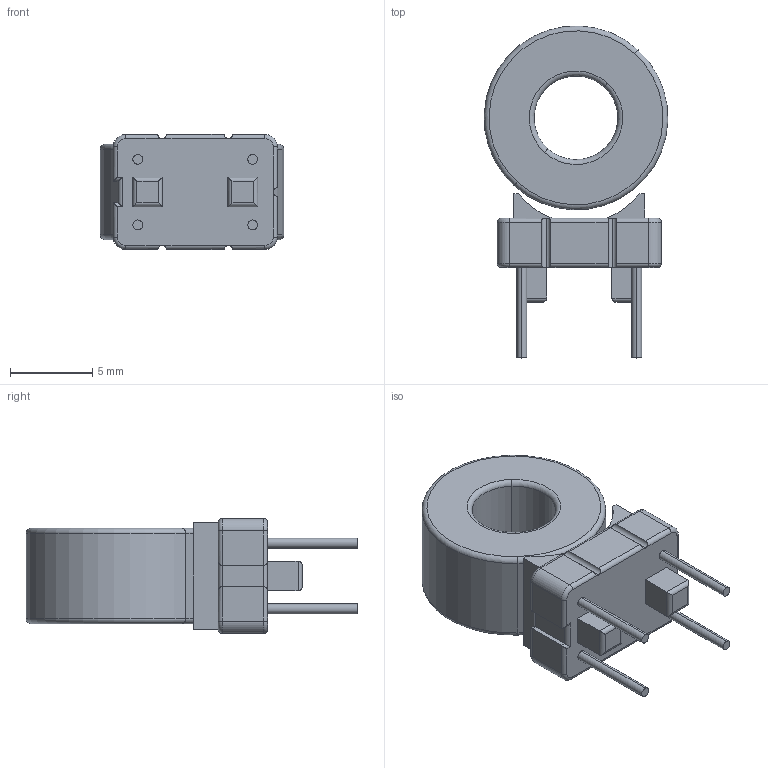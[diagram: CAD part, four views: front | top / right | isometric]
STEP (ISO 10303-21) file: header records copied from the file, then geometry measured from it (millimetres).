
FILE_DESCRIPTION (( 'STEP AP214' ), '1' );
FILE_NAME ('750343092.STEP', '2021-07-08T13:46:47', ( '' ), ( '' ), 'SwSTEP 2.0', 'SolidWorks 2017', '' );
FILE_SCHEMA (( 'AUTOMOTIVE_DESIGN' ));
Length unit declared in the file: inch
Products named in the file (3): 150-2567; 250-1221_6A; 750343092
Assembly tree (2 placements, depth 2):
  750343092
    150-2567
    250-1221_6A
Bounding box: 11.19 x 20.23 x 7.01 mm (x, y, z)
Volume: 693.8 mm3; surface area: 780.1 mm2
Topology: 2 solids, 2 shells, 119 faces, 277 edges, 168 vertices
Faces by surface type: cylinder 59, plane 44, torus 16
Entity records: 3953 total; most frequent: CARTESIAN_POINT 797, DIRECTION 585, ORIENTED_EDGE 554, EDGE_CURVE 277, AXIS2_PLACEMENT_3D 220, VERTEX_POINT 168, LINE 145, VECTOR 145
